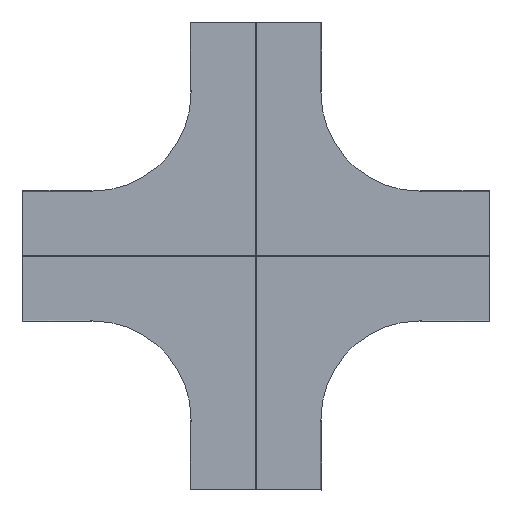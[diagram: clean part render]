
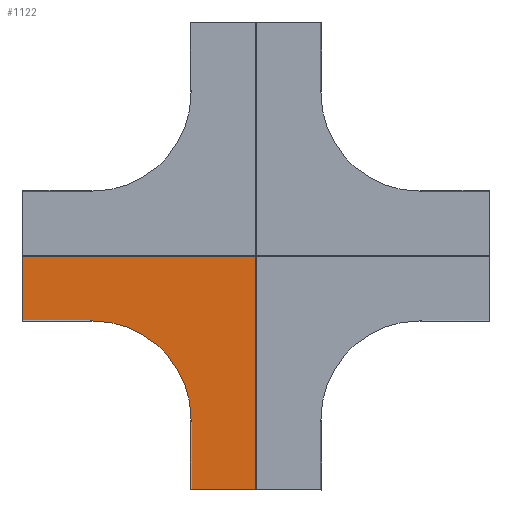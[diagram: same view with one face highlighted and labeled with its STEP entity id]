
A CAD part, top view. The second image highlights one B-rep face of the part: STEP entity #1122.
In plain terms, the highlighted face is planar.
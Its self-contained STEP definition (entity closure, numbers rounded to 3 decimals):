
#15 = CARTESIAN_POINT ( 'NONE',  ( -717., -1.2, -1.2 ) ) ;
#16 = VECTOR ( 'NONE', #199, 1000. ) ;
#20 = CARTESIAN_POINT ( 'NONE',  ( -1.2, -1.2, 0. ) ) ;
#40 = DIRECTION ( 'NONE',  ( 0., 0., 1. ) ) ;
#85 = DIRECTION ( 'NONE',  ( 0., 0., 1. ) ) ;
#111 = CARTESIAN_POINT ( 'NONE',  ( -717., -1.2, -199. ) ) ;
#122 = EDGE_CURVE ( 'NONE', #2653, #594, #2550, .T. ) ;
#146 = VERTEX_POINT ( 'NONE', #681 ) ;
#152 = DIRECTION ( 'NONE',  ( 0., 0., 1. ) ) ;
#167 = DIRECTION ( 'NONE',  ( -1., 0., 0. ) ) ;
#182 = ORIENTED_EDGE ( 'NONE', *, *, #2136, .F. ) ;
#187 = VECTOR ( 'NONE', #85, 1000. ) ;
#191 = EDGE_CURVE ( 'NONE', #1652, #232, #1029, .T. ) ;
#199 = DIRECTION ( 'NONE',  ( -1., 0., 0. ) ) ;
#213 = VECTOR ( 'NONE', #1540, 1000. ) ;
#217 = CARTESIAN_POINT ( 'NONE',  ( -1.555, -1.2, -1.2 ) ) ;
#225 = CARTESIAN_POINT ( 'NONE',  ( -199., -1.2, -717. ) ) ;
#232 = VERTEX_POINT ( 'NONE', #733 ) ;
#238 = FACE_OUTER_BOUND ( 'NONE', #560, .T. ) ;
#239 = VERTEX_POINT ( 'NONE', #2224 ) ;
#259 = EDGE_CURVE ( 'NONE', #2257, #2678, #1063, .T. ) ;
#276 = VECTOR ( 'NONE', #327, 1000. ) ;
#298 = VECTOR ( 'NONE', #167, 1000. ) ;
#327 = DIRECTION ( 'NONE',  ( 0., 0., -1. ) ) ;
#362 = CARTESIAN_POINT ( 'NONE',  ( 0., -1.2, -1.2 ) ) ;
#364 = VECTOR ( 'NONE', #152, 1000. ) ;
#454 = PLANE ( 'NONE',  #1233 ) ;
#475 = DIRECTION ( 'NONE',  ( 1., 0., 0. ) ) ;
#560 = EDGE_LOOP ( 'NONE', ( #2598, #2300, #1112, #746, #2214, #684, #2512, #2736, #2423, #182, #710, #1890, #1544, #1781, #1078, #1671, #1680 ) ) ;
#594 = VERTEX_POINT ( 'NONE', #225 ) ;
#606 = EDGE_CURVE ( 'NONE', #2653, #1743, #1596, .T. ) ;
#627 = VERTEX_POINT ( 'NONE', #892 ) ;
#629 = CARTESIAN_POINT ( 'NONE',  ( -200., -1.2, -505. ) ) ;
#638 = CARTESIAN_POINT ( 'NONE',  ( -2.2, -1.2, -717. ) ) ;
#673 = DIRECTION ( 'NONE',  ( -1., 0., 0. ) ) ;
#681 = CARTESIAN_POINT ( 'NONE',  ( -199., -1.2, -500. ) ) ;
#683 = CARTESIAN_POINT ( 'NONE',  ( -505., -1.2, 500. ) ) ;
#684 = ORIENTED_EDGE ( 'NONE', *, *, #1949, .T. ) ;
#703 = CARTESIAN_POINT ( 'NONE',  ( -200., -1.2, 500. ) ) ;
#710 = ORIENTED_EDGE ( 'NONE', *, *, #2245, .F. ) ;
#715 = VERTEX_POINT ( 'NONE', #2031 ) ;
#733 = CARTESIAN_POINT ( 'NONE',  ( -717., -1.2, -200. ) ) ;
#746 = ORIENTED_EDGE ( 'NONE', *, *, #2623, .F. ) ;
#773 = CARTESIAN_POINT ( 'NONE',  ( -1.2, -1.2, -1.555 ) ) ;
#791 = DIRECTION ( 'NONE',  ( -1., 0., 0. ) ) ;
#863 = LINE ( 'NONE', #1245, #16 ) ;
#887 = CARTESIAN_POINT ( 'NONE',  ( -500., -1.2, -717. ) ) ;
#892 = CARTESIAN_POINT ( 'NONE',  ( -505., -1.2, -200. ) ) ;
#908 = CARTESIAN_POINT ( 'NONE',  ( -500., -1.2, -500. ) ) ;
#912 = LINE ( 'NONE', #2683, #298 ) ;
#926 = DIRECTION ( 'NONE',  ( 0., 0., -1. ) ) ;
#958 = VECTOR ( 'NONE', #475, 1000. ) ;
#1029 = LINE ( 'NONE', #111, #276 ) ;
#1051 = CARTESIAN_POINT ( 'NONE',  ( -1.924, -1.2, -1.909 ) ) ;
#1063 = LINE ( 'NONE', #2691, #2586 ) ;
#1068 = VECTOR ( 'NONE', #791, 1000. ) ;
#1071 = CARTESIAN_POINT ( 'NONE',  ( -199., -1.2, -500. ) ) ;
#1077 = DIRECTION ( 'NONE',  ( 0., 0., 1. ) ) ;
#1078 = ORIENTED_EDGE ( 'NONE', *, *, #1474, .T. ) ;
#1112 = ORIENTED_EDGE ( 'NONE', *, *, #2718, .T. ) ;
#1121 = LINE ( 'NONE', #1071, #1931 ) ;
#1122 = ADVANCED_FACE ( 'NONE', ( #238 ), #454, .T. ) ;
#1132 = CARTESIAN_POINT ( 'NONE',  ( -199., -1.2, -717. ) ) ;
#1134 = CARTESIAN_POINT ( 'NONE',  ( -717., -1.2, -2.2 ) ) ;
#1169 = EDGE_CURVE ( 'NONE', #715, #146, #1121, .T. ) ;
#1233 = AXIS2_PLACEMENT_3D ( 'NONE', #2165, #1946, #2605 ) ;
#1245 = CARTESIAN_POINT ( 'NONE',  ( -500., -1.2, -199. ) ) ;
#1260 = CARTESIAN_POINT ( 'NONE',  ( -1.615, -1.2, -1.391 ) ) ;
#1315 = EDGE_CURVE ( 'NONE', #146, #1923, #2401, .T. ) ;
#1336 = EDGE_CURVE ( 'NONE', #2109, #2149, #2682, .T. ) ;
#1357 = DIRECTION ( 'NONE',  ( 0., 0., 1. ) ) ;
#1399 = CARTESIAN_POINT ( 'NONE',  ( -500., -1.2, -199. ) ) ;
#1439 = CARTESIAN_POINT ( 'NONE',  ( -1.555, -1.2, -1.2 ) ) ;
#1462 = CARTESIAN_POINT ( 'NONE',  ( -500., -1.2, -200. ) ) ;
#1474 = EDGE_CURVE ( 'NONE', #715, #2149, #912, .T. ) ;
#1482 = CARTESIAN_POINT ( 'NONE',  ( -1.909, -1.2, -1.924 ) ) ;
#1539 = LINE ( 'NONE', #1766, #187 ) ;
#1540 = DIRECTION ( 'NONE',  ( -1., 0., 0. ) ) ;
#1544 = ORIENTED_EDGE ( 'NONE', *, *, #1315, .F. ) ;
#1557 = AXIS2_PLACEMENT_3D ( 'NONE', #908, #1577, #1559 ) ;
#1559 = DIRECTION ( 'NONE',  ( 0., 0., 1. ) ) ;
#1577 = DIRECTION ( 'NONE',  ( 0., -1., 0. ) ) ;
#1596 = LINE ( 'NONE', #1957, #958 ) ;
#1636 = LINE ( 'NONE', #1462, #1068 ) ;
#1652 = VERTEX_POINT ( 'NONE', #2612 ) ;
#1658 = EDGE_CURVE ( 'NONE', #594, #2109, #2575, .T. ) ;
#1666 = CARTESIAN_POINT ( 'NONE',  ( -1.2, -1.2, -1.555 ) ) ;
#1671 = ORIENTED_EDGE ( 'NONE', *, *, #1336, .F. ) ;
#1680 = ORIENTED_EDGE ( 'NONE', *, *, #1658, .F. ) ;
#1710 = CARTESIAN_POINT ( 'NONE',  ( -2.2, -1.2, -2.2 ) ) ;
#1743 = VERTEX_POINT ( 'NONE', #1805 ) ;
#1766 = CARTESIAN_POINT ( 'NONE',  ( -717., -1.2, -199. ) ) ;
#1781 = ORIENTED_EDGE ( 'NONE', *, *, #1169, .F. ) ;
#1805 = CARTESIAN_POINT ( 'NONE',  ( -1.2, -1.2, -717. ) ) ;
#1890 = ORIENTED_EDGE ( 'NONE', *, *, #2626, .F. ) ;
#1923 = VERTEX_POINT ( 'NONE', #1399 ) ;
#1931 = VECTOR ( 'NONE', #40, 1000. ) ;
#1946 = DIRECTION ( 'NONE',  ( 0., -1., 0. ) ) ;
#1949 = EDGE_CURVE ( 'NONE', #2444, #2678, #2627, .T. ) ;
#1957 = CARTESIAN_POINT ( 'NONE',  ( -2.2, -1.2, -717. ) ) ;
#1992 = VECTOR ( 'NONE', #673, 1000. ) ;
#2031 = CARTESIAN_POINT ( 'NONE',  ( -199., -1.2, -505. ) ) ;
#2033 = B_SPLINE_CURVE_WITH_KNOTS ( 'NONE', 3,
 ( #2119, #2332, #1051, #2558, #1260, #217 ),
 .UNSPECIFIED., .F., .F.,
 ( 4, 2, 4 ),
 ( 0.001, 0.002, 0.002 ),
 .UNSPECIFIED. ) ;
#2039 = VECTOR ( 'NONE', #926, 1000. ) ;
#2043 = DIRECTION ( 'NONE',  ( -1., 0., 0. ) ) ;
#2109 = VERTEX_POINT ( 'NONE', #2761 ) ;
#2119 = CARTESIAN_POINT ( 'NONE',  ( -2.2, -1.2, -2.2 ) ) ;
#2121 = CARTESIAN_POINT ( 'NONE',  ( -2.057, -1.2, -2.058 ) ) ;
#2136 = EDGE_CURVE ( 'NONE', #627, #232, #1636, .T. ) ;
#2149 = VERTEX_POINT ( 'NONE', #629 ) ;
#2156 = EDGE_CURVE ( 'NONE', #2739, #2444, #2033, .T. ) ;
#2165 = CARTESIAN_POINT ( 'NONE',  ( -500., -1.2, 500. ) ) ;
#2190 = EDGE_CURVE ( 'NONE', #1652, #2257, #1539, .T. ) ;
#2205 = VECTOR ( 'NONE', #2043, 1000. ) ;
#2214 = ORIENTED_EDGE ( 'NONE', *, *, #2156, .T. ) ;
#2224 = CARTESIAN_POINT ( 'NONE',  ( -505., -1.2, -199. ) ) ;
#2245 = EDGE_CURVE ( 'NONE', #239, #627, #2415, .T. ) ;
#2246 = B_SPLINE_CURVE_WITH_KNOTS ( 'NONE', 3,
 ( #2334, #2121, #1482, #2315, #2544, #1666 ),
 .UNSPECIFIED., .F., .F.,
 ( 4, 2, 4 ),
 ( 0.001, 0.002, 0.002 ),
 .UNSPECIFIED. ) ;
#2257 = VERTEX_POINT ( 'NONE', #1134 ) ;
#2300 = ORIENTED_EDGE ( 'NONE', *, *, #606, .T. ) ;
#2304 = LINE ( 'NONE', #20, #2518 ) ;
#2315 = CARTESIAN_POINT ( 'NONE',  ( -1.577, -1.2, -1.701 ) ) ;
#2332 = CARTESIAN_POINT ( 'NONE',  ( -2.058, -1.2, -2.057 ) ) ;
#2334 = CARTESIAN_POINT ( 'NONE',  ( -2.2, -1.2, -2.2 ) ) ;
#2401 = CIRCLE ( 'NONE', #1557, 301. ) ;
#2415 = LINE ( 'NONE', #683, #2039 ) ;
#2423 = ORIENTED_EDGE ( 'NONE', *, *, #191, .T. ) ;
#2441 = VERTEX_POINT ( 'NONE', #773 ) ;
#2444 = VERTEX_POINT ( 'NONE', #1439 ) ;
#2512 = ORIENTED_EDGE ( 'NONE', *, *, #259, .F. ) ;
#2518 = VECTOR ( 'NONE', #1077, 1000. ) ;
#2544 = CARTESIAN_POINT ( 'NONE',  ( -1.391, -1.2, -1.615 ) ) ;
#2550 = LINE ( 'NONE', #1132, #213 ) ;
#2558 = CARTESIAN_POINT ( 'NONE',  ( -1.701, -1.2, -1.577 ) ) ;
#2575 = LINE ( 'NONE', #887, #1992 ) ;
#2586 = VECTOR ( 'NONE', #1357, 1000. ) ;
#2598 = ORIENTED_EDGE ( 'NONE', *, *, #122, .F. ) ;
#2605 = DIRECTION ( 'NONE',  ( 0., 0., -1. ) ) ;
#2612 = CARTESIAN_POINT ( 'NONE',  ( -717., -1.2, -199. ) ) ;
#2623 = EDGE_CURVE ( 'NONE', #2739, #2441, #2246, .T. ) ;
#2626 = EDGE_CURVE ( 'NONE', #1923, #239, #863, .T. ) ;
#2627 = LINE ( 'NONE', #362, #2205 ) ;
#2653 = VERTEX_POINT ( 'NONE', #638 ) ;
#2678 = VERTEX_POINT ( 'NONE', #15 ) ;
#2682 = LINE ( 'NONE', #703, #364 ) ;
#2683 = CARTESIAN_POINT ( 'NONE',  ( -199., -1.2, -505. ) ) ;
#2691 = CARTESIAN_POINT ( 'NONE',  ( -717., -1.2, 500. ) ) ;
#2718 = EDGE_CURVE ( 'NONE', #1743, #2441, #2304, .T. ) ;
#2736 = ORIENTED_EDGE ( 'NONE', *, *, #2190, .F. ) ;
#2739 = VERTEX_POINT ( 'NONE', #1710 ) ;
#2761 = CARTESIAN_POINT ( 'NONE',  ( -200., -1.2, -717. ) ) ;
